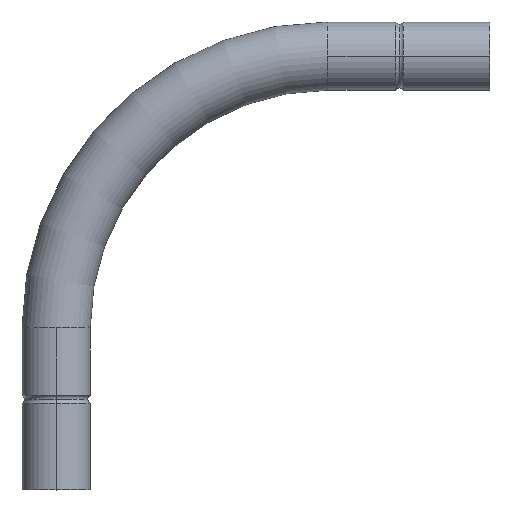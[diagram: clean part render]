
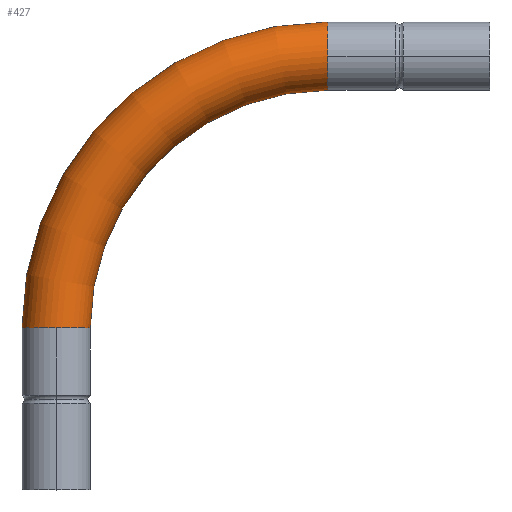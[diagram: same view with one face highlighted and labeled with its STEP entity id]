
A CAD part, top view. The second image highlights one B-rep face of the part: STEP entity #427.
In plain terms, the highlighted toroidal (fillet/blend) face has major radius 90 mm and minor radius 11.3 mm.
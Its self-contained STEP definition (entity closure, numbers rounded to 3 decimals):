
#18 = CARTESIAN_POINT ( 'NONE',  ( -90., 0., 0. ) ) ;
#28 = CIRCLE ( 'NONE', #675, 11.3 ) ;
#36 = DIRECTION ( 'NONE',  ( -1., 0., 0. ) ) ;
#44 = VERTEX_POINT ( 'NONE', #486 ) ;
#49 = ORIENTED_EDGE ( 'NONE', *, *, #389, .T. ) ;
#54 = DIRECTION ( 'NONE',  ( -1., 0., 0. ) ) ;
#60 = CARTESIAN_POINT ( 'NONE',  ( 0., 0., 0. ) ) ;
#86 = DIRECTION ( 'NONE',  ( -1., 0., 0. ) ) ;
#113 = DIRECTION ( 'NONE',  ( 0., 0., -1. ) ) ;
#115 = DIRECTION ( 'NONE',  ( 0., 0., -1. ) ) ;
#142 = DIRECTION ( 'NONE',  ( 0., 0., -1. ) ) ;
#159 = VERTEX_POINT ( 'NONE', #726 ) ;
#178 = VERTEX_POINT ( 'NONE', #973 ) ;
#195 = AXIS2_PLACEMENT_3D ( 'NONE', #728, #115, #36 ) ;
#211 = ORIENTED_EDGE ( 'NONE', *, *, #850, .T. ) ;
#216 = CARTESIAN_POINT ( 'NONE',  ( 0., 78.7, 0. ) ) ;
#224 = AXIS2_PLACEMENT_3D ( 'NONE', #349, #259, #788 ) ;
#243 = EDGE_CURVE ( 'NONE', #159, #178, #1101, .T. ) ;
#259 = DIRECTION ( 'NONE',  ( 0., -1., 0. ) ) ;
#265 = CIRCLE ( 'NONE', #585, 11.3 ) ;
#283 = CARTESIAN_POINT ( 'NONE',  ( 0., 90., 11.3 ) ) ;
#322 = DIRECTION ( 'NONE',  ( -1., 0., 0. ) ) ;
#334 = ORIENTED_EDGE ( 'NONE', *, *, #243, .F. ) ;
#349 = CARTESIAN_POINT ( 'NONE',  ( -90., 0., 0. ) ) ;
#389 = EDGE_CURVE ( 'NONE', #420, #549, #892, .T. ) ;
#420 = VERTEX_POINT ( 'NONE', #216 ) ;
#427 = ADVANCED_FACE ( 'NONE', ( #1095 ), #867, .T. ) ;
#486 = CARTESIAN_POINT ( 'NONE',  ( -78.7, 0., 0. ) ) ;
#523 = ORIENTED_EDGE ( 'NONE', *, *, #547, .F. ) ;
#534 = DIRECTION ( 'NONE',  ( 0., -1., 0. ) ) ;
#547 = EDGE_CURVE ( 'NONE', #44, #1007, #990, .T. ) ;
#549 = VERTEX_POINT ( 'NONE', #283 ) ;
#569 = DIRECTION ( 'NONE',  ( -1., 0., 0. ) ) ;
#575 = CARTESIAN_POINT ( 'NONE',  ( 0., 90., 0. ) ) ;
#585 = AXIS2_PLACEMENT_3D ( 'NONE', #696, #86, #606 ) ;
#591 = EDGE_CURVE ( 'NONE', #549, #178, #265, .T. ) ;
#606 = DIRECTION ( 'NONE',  ( 0., 0., 1. ) ) ;
#642 = CARTESIAN_POINT ( 'NONE',  ( -90., 0., 11.3 ) ) ;
#659 = DIRECTION ( 'NONE',  ( 0., 0., 1. ) ) ;
#675 = AXIS2_PLACEMENT_3D ( 'NONE', #18, #534, #1051 ) ;
#677 = ORIENTED_EDGE ( 'NONE', *, *, #913, .F. ) ;
#696 = CARTESIAN_POINT ( 'NONE',  ( 0., 90., 0. ) ) ;
#722 = AXIS2_PLACEMENT_3D ( 'NONE', #995, #113, #569 ) ;
#726 = CARTESIAN_POINT ( 'NONE',  ( -101.3, 0., 0. ) ) ;
#728 = CARTESIAN_POINT ( 'NONE',  ( 0., 0., 0. ) ) ;
#772 = AXIS2_PLACEMENT_3D ( 'NONE', #575, #54, #659 ) ;
#788 = DIRECTION ( 'NONE',  ( 0., 0., 1. ) ) ;
#850 = EDGE_CURVE ( 'NONE', #44, #420, #972, .T. ) ;
#867 = TOROIDAL_SURFACE ( 'NONE', #1056, 90., 11.3 ) ;
#892 = CIRCLE ( 'NONE', #772, 11.3 ) ;
#913 = EDGE_CURVE ( 'NONE', #1007, #159, #28, .T. ) ;
#935 = EDGE_LOOP ( 'NONE', ( #334, #677, #523, #211, #49, #971 ) ) ;
#971 = ORIENTED_EDGE ( 'NONE', *, *, #591, .T. ) ;
#972 = CIRCLE ( 'NONE', #195, 78.7 ) ;
#973 = CARTESIAN_POINT ( 'NONE',  ( 0., 101.3, 0. ) ) ;
#990 = CIRCLE ( 'NONE', #224, 11.3 ) ;
#995 = CARTESIAN_POINT ( 'NONE',  ( 0., 0., 0. ) ) ;
#1007 = VERTEX_POINT ( 'NONE', #642 ) ;
#1051 = DIRECTION ( 'NONE',  ( 0., 0., 1. ) ) ;
#1056 = AXIS2_PLACEMENT_3D ( 'NONE', #60, #142, #322 ) ;
#1095 = FACE_OUTER_BOUND ( 'NONE', #935, .T. ) ;
#1101 = CIRCLE ( 'NONE', #722, 101.3 ) ;
